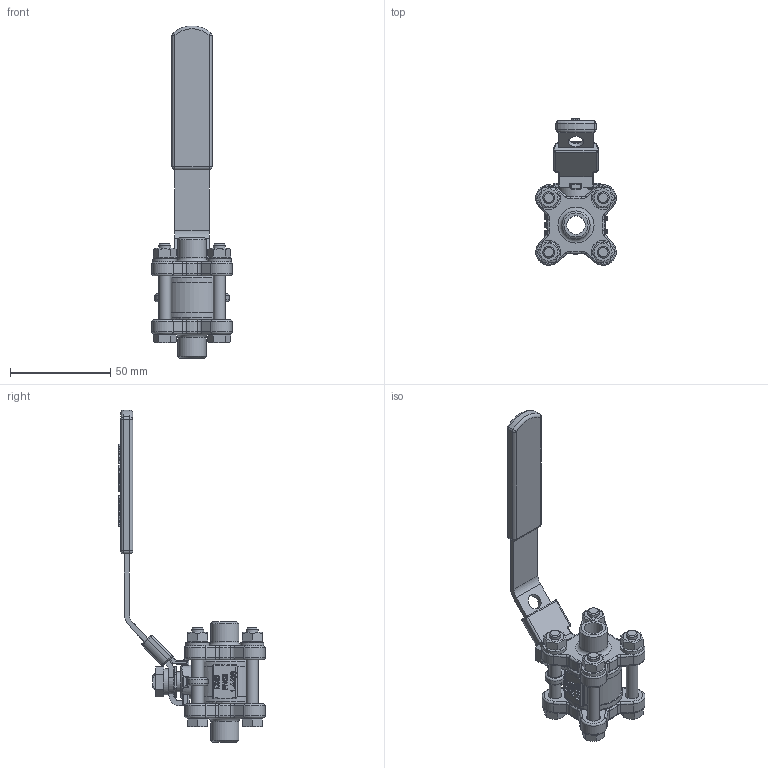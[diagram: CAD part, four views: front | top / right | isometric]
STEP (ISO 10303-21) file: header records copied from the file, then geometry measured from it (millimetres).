
FILE_DESCRIPTION(/* description */ ('791008'),/* implementation_level */ '2;1');
FILE_NAME(/* name */ '791008.stp',/* time_stamp */ '2015-02-18T14:37:21+01:00',/* author */ ('jmorand'),/* organization */ ('Sferaco'),/* preprocessor_version */ 'ST-DEVELOPER v15.6',/* originating_system */ 'Autodesk Inventor 2015',/* authorisation */ '');
FILE_SCHEMA (('AUTOMOTIVE_DESIGN { 1 0 10303 214 3 1 1 }'));
Products named in the file (1): 791008_bd
Bounding box: 40.22 x 73.11 x 165.96 mm (x, y, z)
Volume: 54173.8 mm3; surface area: 26640.8 mm2
Topology: 1 solids, 3 shells, 1529 faces, 3946 edges, 2488 vertices
Faces by surface type: plane 656, bspline 445, cylinder 252, torus 108, cone 42, sphere 26
Full cylindrical faces by diameter (mm): 6 x8, 7 x10, 7.6 x1, 9.2 x1, 10 x5, 14 x2, 29 x2
Entity records: 51721 total; most frequent: CARTESIAN_POINT 16269, ORIENTED_EDGE 7722, DIRECTION 5758, EDGE_CURVE 3861, VERTEX_POINT 2462, LINE 1982, VECTOR 1982, AXIS2_PLACEMENT_3D 1888
